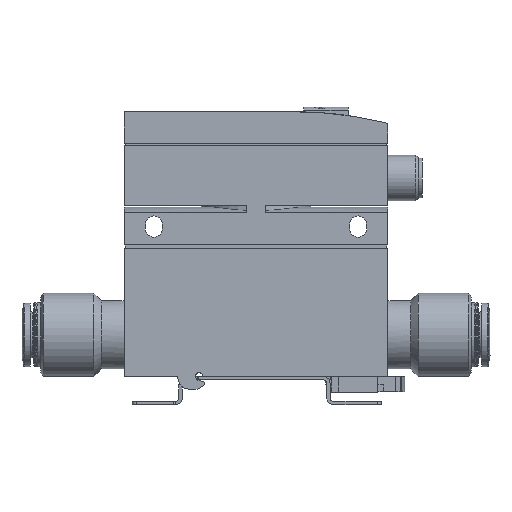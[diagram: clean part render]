
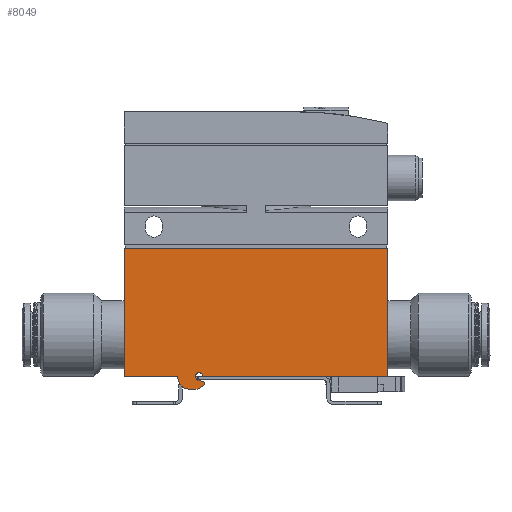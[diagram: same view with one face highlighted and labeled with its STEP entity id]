
A CAD part, left-side view. The second image highlights one B-rep face of the part: STEP entity #8049.
In plain terms, the highlighted face is planar.
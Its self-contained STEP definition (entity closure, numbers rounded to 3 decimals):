
#243=CIRCLE('',#8469,3.4);
#249=CIRCLE('',#8480,1.);
#660=ORIENTED_EDGE('',*,*,#2437,.F.);
#661=ORIENTED_EDGE('',*,*,#2423,.T.);
#662=ORIENTED_EDGE('',*,*,#2436,.T.);
#663=ORIENTED_EDGE('',*,*,#2394,.T.);
#664=ORIENTED_EDGE('',*,*,#2401,.T.);
#665=ORIENTED_EDGE('',*,*,#2404,.T.);
#666=ORIENTED_EDGE('',*,*,#2407,.T.);
#667=ORIENTED_EDGE('',*,*,#2410,.T.);
#668=ORIENTED_EDGE('',*,*,#2416,.F.);
#669=ORIENTED_EDGE('',*,*,#2418,.T.);
#670=ORIENTED_EDGE('',*,*,#2361,.T.);
#671=ORIENTED_EDGE('',*,*,#2233,.T.);
#2233=EDGE_CURVE('',#3137,#3136,#3758,.T.);
#2361=EDGE_CURVE('',#3260,#3137,#3836,.T.);
#2394=EDGE_CURVE('',#3285,#3284,#243,.T.);
#2401=EDGE_CURVE('',#3284,#3290,#3868,.T.);
#2404=EDGE_CURVE('',#3290,#3292,#3871,.T.);
#2407=EDGE_CURVE('',#3292,#3294,#3874,.T.);
#2410=EDGE_CURVE('',#3294,#3296,#3877,.T.);
#2416=EDGE_CURVE('',#3300,#3296,#249,.T.);
#2418=EDGE_CURVE('',#3300,#3260,#3881,.T.);
#2423=EDGE_CURVE('',#3305,#3306,#3885,.T.);
#2436=EDGE_CURVE('',#3306,#3285,#3898,.T.);
#2437=EDGE_CURVE('',#3305,#3136,#3899,.T.);
#3136=VERTEX_POINT('',#10883);
#3137=VERTEX_POINT('',#10885);
#3260=VERTEX_POINT('',#11197);
#3284=VERTEX_POINT('',#11259);
#3285=VERTEX_POINT('',#11261);
#3290=VERTEX_POINT('',#11273);
#3292=VERTEX_POINT('',#11279);
#3294=VERTEX_POINT('',#11285);
#3296=VERTEX_POINT('',#11291);
#3300=VERTEX_POINT('',#11302);
#3305=VERTEX_POINT('',#11317);
#3306=VERTEX_POINT('',#11318);
#3758=LINE('',#10884,#4402);
#3836=LINE('',#11196,#4480);
#3868=LINE('',#11274,#4512);
#3871=LINE('',#11280,#4515);
#3874=LINE('',#11286,#4518);
#3877=LINE('',#11292,#4521);
#3881=LINE('',#11306,#4525);
#3885=LINE('',#11316,#4529);
#3898=LINE('',#11338,#4542);
#3899=LINE('',#11340,#4543);
#4402=VECTOR('',#9017,1000.);
#4480=VECTOR('',#9207,1000.);
#4512=VECTOR('',#9269,1000.);
#4515=VECTOR('',#9274,1000.);
#4518=VECTOR('',#9279,1000.);
#4521=VECTOR('',#9284,1000.);
#4525=VECTOR('',#9300,1000.);
#4529=VECTOR('',#9308,1000.);
#4542=VECTOR('',#9323,1000.);
#4543=VECTOR('',#9326,1000.);
#5088=EDGE_LOOP('',(#660,#661,#662,#663,#664,#665,#666,#667,#668,#669,#670,
#671));
#5553=FACE_BOUND('',#5088,.T.);
#5998=PLANE('',#8485);
#8049=ADVANCED_FACE('',(#5553),#5998,.T.);
#8469=AXIS2_PLACEMENT_3D('',#11260,#9257,#9258);
#8480=AXIS2_PLACEMENT_3D('',#11303,#9295,#9296);
#8485=AXIS2_PLACEMENT_3D('',#11339,#9324,#9325);
#9017=DIRECTION('',(0.,0.,-1.));
#9207=DIRECTION('',(0.,-1.,0.));
#9257=DIRECTION('',(1.,0.,0.));
#9258=DIRECTION('',(0.,0.,-1.));
#9269=DIRECTION('',(0.,-1.,0.));
#9274=DIRECTION('',(0.,-0.866,-0.5));
#9279=DIRECTION('',(0.,0.,-1.));
#9284=DIRECTION('',(0.,0.94,-0.342));
#9295=DIRECTION('',(1.,0.,0.));
#9296=DIRECTION('',(0.,0.,-1.));
#9300=DIRECTION('',(0.,-0.707,0.707));
#9308=DIRECTION('',(0.,0.,1.));
#9323=DIRECTION('',(0.,-1.,0.));
#9324=DIRECTION('',(1.,0.,0.));
#9325=DIRECTION('',(0.,0.,-1.));
#9326=DIRECTION('',(0.,-1.,0.));
#10883=CARTESIAN_POINT('',(16.15,-34.9,-33.9));
#10884=CARTESIAN_POINT('',(16.15,-34.9,0.));
#10885=CARTESIAN_POINT('',(16.15,-34.9,0.));
#11196=CARTESIAN_POINT('',(16.15,13.9,0.));
#11197=CARTESIAN_POINT('',(16.15,13.9,0.));
#11259=CARTESIAN_POINT('',(16.15,17.35,3.4));
#11260=CARTESIAN_POINT('',(16.15,17.35,0.));
#11261=CARTESIAN_POINT('',(16.15,20.75,0.));
#11273=CARTESIAN_POINT('',(16.15,15.6,3.4));
#11274=CARTESIAN_POINT('',(16.15,17.35,3.4));
#11279=CARTESIAN_POINT('',(16.15,13.6,2.245));
#11280=CARTESIAN_POINT('',(16.15,15.6,3.4));
#11285=CARTESIAN_POINT('',(16.15,13.6,1.574));
#11286=CARTESIAN_POINT('',(16.15,13.6,2.245));
#11291=CARTESIAN_POINT('',(16.15,15.342,0.94));
#11292=CARTESIAN_POINT('',(16.15,13.6,1.574));
#11302=CARTESIAN_POINT('',(16.15,14.006,-0.106));
#11303=CARTESIAN_POINT('',(16.15,15.,0.));
#11306=CARTESIAN_POINT('',(16.15,14.006,-0.106));
#11316=CARTESIAN_POINT('',(16.15,34.9,-44.8));
#11317=CARTESIAN_POINT('',(16.15,34.9,-33.9));
#11318=CARTESIAN_POINT('',(16.15,34.9,0.));
#11338=CARTESIAN_POINT('',(16.15,34.9,0.));
#11339=CARTESIAN_POINT('',(16.15,15.,0.));
#11340=CARTESIAN_POINT('',(16.15,15.,-33.9));
